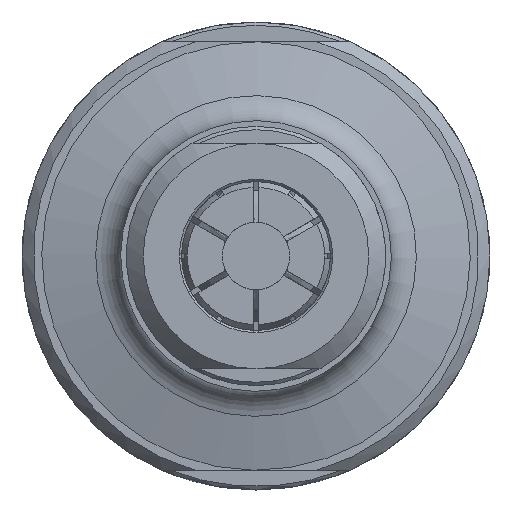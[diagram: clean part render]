
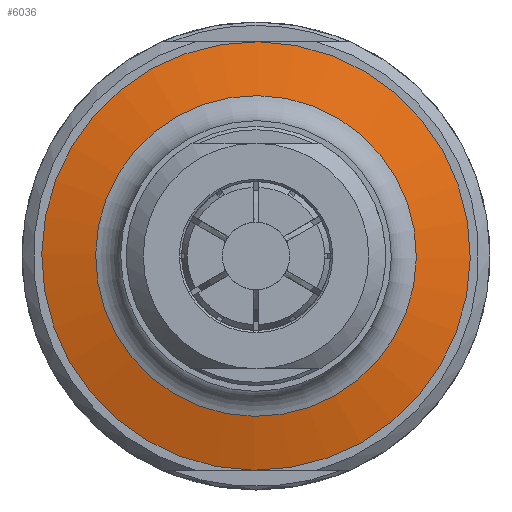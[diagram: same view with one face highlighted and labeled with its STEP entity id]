
A CAD part, left-side view. The second image highlights one B-rep face of the part: STEP entity #6036.
In plain terms, the highlighted conical face has half-angle 75 degrees and reference radius 16.612 mm.
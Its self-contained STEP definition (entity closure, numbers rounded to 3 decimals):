
#187=CONICAL_SURFACE('',#6401,16.612,1.309);
#617=LINE('',#8776,#1030);
#1030=VECTOR('',#7087,16.612);
#1511=FACE_OUTER_BOUND('',#1833,.T.);
#1833=EDGE_LOOP('',(#4053,#4054,#4055,#4056,#4057,#4058,#4059));
#2178=CIRCLE('',#6399,19.);
#2179=CIRCLE('',#6400,19.);
#2180=CIRCLE('',#6402,14.224);
#2181=CIRCLE('',#6403,14.224);
#2182=CIRCLE('',#6404,14.224);
#2504=VERTEX_POINT('',#8769);
#2505=VERTEX_POINT('',#8771);
#2506=VERTEX_POINT('',#8775);
#2507=VERTEX_POINT('',#8777);
#2508=VERTEX_POINT('',#8779);
#3105=EDGE_CURVE('',#2504,#2505,#2178,.T.);
#3106=EDGE_CURVE('',#2505,#2504,#2179,.T.);
#3107=EDGE_CURVE('',#2504,#2506,#617,.T.);
#3108=EDGE_CURVE('',#2506,#2507,#2180,.T.);
#3109=EDGE_CURVE('',#2507,#2508,#2181,.T.);
#3110=EDGE_CURVE('',#2508,#2506,#2182,.T.);
#4053=ORIENTED_EDGE('',*,*,#3106,.F.);
#4054=ORIENTED_EDGE('',*,*,#3105,.F.);
#4055=ORIENTED_EDGE('',*,*,#3107,.T.);
#4056=ORIENTED_EDGE('',*,*,#3108,.T.);
#4057=ORIENTED_EDGE('',*,*,#3109,.T.);
#4058=ORIENTED_EDGE('',*,*,#3110,.T.);
#4059=ORIENTED_EDGE('',*,*,#3107,.F.);
#6036=ADVANCED_FACE('',(#1511),#187,.T.);
#6399=AXIS2_PLACEMENT_3D('',#8772,#7081,#7082);
#6400=AXIS2_PLACEMENT_3D('',#8773,#7083,#7084);
#6401=AXIS2_PLACEMENT_3D('',#8774,#7085,#7086);
#6402=AXIS2_PLACEMENT_3D('',#8778,#7088,#7089);
#6403=AXIS2_PLACEMENT_3D('',#8780,#7090,#7091);
#6404=AXIS2_PLACEMENT_3D('',#8781,#7092,#7093);
#7081=DIRECTION('center_axis',(1.,0.,0.));
#7082=DIRECTION('ref_axis',(0.,-0.51,0.86));
#7083=DIRECTION('center_axis',(1.,0.,0.));
#7084=DIRECTION('ref_axis',(0.,-0.51,0.86));
#7085=DIRECTION('center_axis',(1.,0.,0.));
#7086=DIRECTION('ref_axis',(0.,-0.51,0.86));
#7087=DIRECTION('',(-0.259,-0.492,0.831));
#7088=DIRECTION('center_axis',(1.,0.,0.));
#7089=DIRECTION('ref_axis',(0.,-0.51,0.86));
#7090=DIRECTION('center_axis',(1.,0.,0.));
#7091=DIRECTION('ref_axis',(0.,-0.51,0.86));
#7092=DIRECTION('center_axis',(1.,0.,0.));
#7093=DIRECTION('ref_axis',(0.,-0.51,0.86));
#8769=CARTESIAN_POINT('',(-120.95,9.685,-16.347));
#8771=CARTESIAN_POINT('',(-120.95,-9.685,16.347));
#8772=CARTESIAN_POINT('Origin',(-120.95,0.,
0.));
#8773=CARTESIAN_POINT('Origin',(-120.95,0.,
0.));
#8774=CARTESIAN_POINT('Origin',(-121.59,0.,
0.));
#8775=CARTESIAN_POINT('',(-122.23,7.25,-12.237));
#8776=CARTESIAN_POINT('',(-121.59,8.467,-14.292));
#8777=CARTESIAN_POINT('',(-122.23,-7.25,12.237));
#8778=CARTESIAN_POINT('Origin',(-122.23,0.,
0.));
#8779=CARTESIAN_POINT('',(-122.23,-12.237,-7.25));
#8780=CARTESIAN_POINT('Origin',(-122.23,0.,
0.));
#8781=CARTESIAN_POINT('Origin',(-122.23,0.,
0.));
